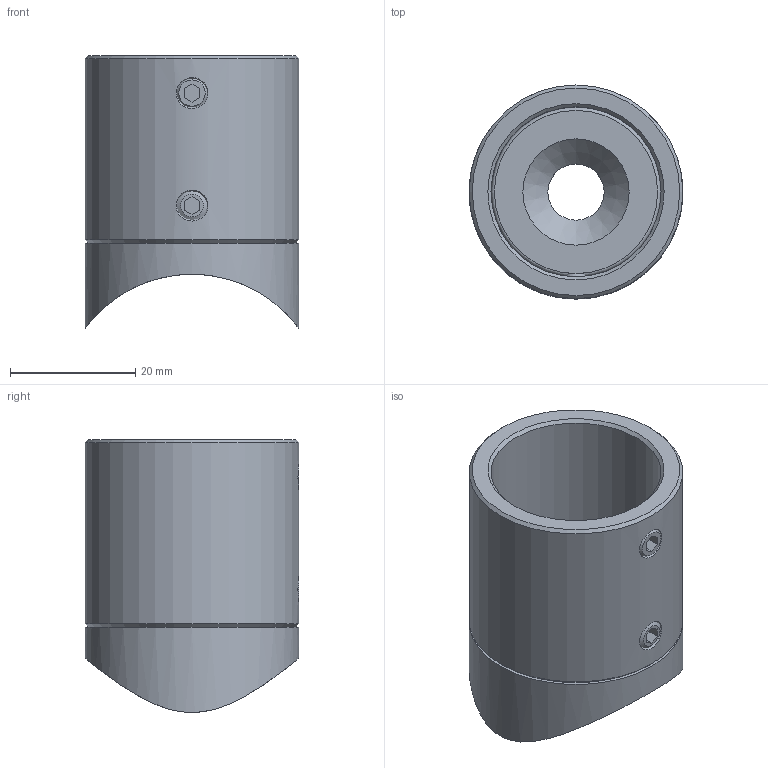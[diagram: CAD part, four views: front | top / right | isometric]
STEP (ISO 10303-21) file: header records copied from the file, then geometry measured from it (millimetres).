
FILE_DESCRIPTION (( 'STEP AP203' ), '1' );
FILE_NAME ('54181-240-27.step', '2022-10-13T09:05:09', ( '' ), ( '' ), 'SwSTEP 2.0', 'SolidWorks 2018', '' );
FILE_SCHEMA (( 'CONFIG_CONTROL_DESIGN' ));
Length unit declared in the file: millimetre
Products named in the file (5): DIN 914 M5xX_DIN914 M5x5; 54181-240-XX Teil1_54181-240-27 Teil1; 54181-240-XX Teil2_54181-240-27 Teil2; DIN913 M5xX_DIN913 M5x4; 54181-240-27
Assembly tree (4 placements, depth 2):
  54181-240-27
    54181-240-XX Teil1_54181-240-27 Teil1
    54181-240-XX Teil2_54181-240-27 Teil2
    DIN913 M5xX_DIN913 M5x4
    DIN 914 M5xX_DIN914 M5x5
Bounding box: 34.2 x 34.2 x 43.66 mm (x, y, z)
Volume: 18710.5 mm3; surface area: 10947 mm2
Topology: 4 solids, 4 shells, 295 faces, 754 edges, 498 vertices
Faces by surface type: plane 146, bspline 97, cylinder 40, cone 11, torus 1
Full cylindrical faces by diameter (mm): 4.2 x2, 5 x2, 9 x1, 27.1 x2, 27.2 x1, 28 x1, 34.2 x2
Entity records: 16079 total; most frequent: CARTESIAN_POINT 9154, ORIENTED_EDGE 1450, DIRECTION 1036, EDGE_CURVE 725, VERTEX_POINT 495, LINE 366, VECTOR 366, EDGE_LOOP 360
